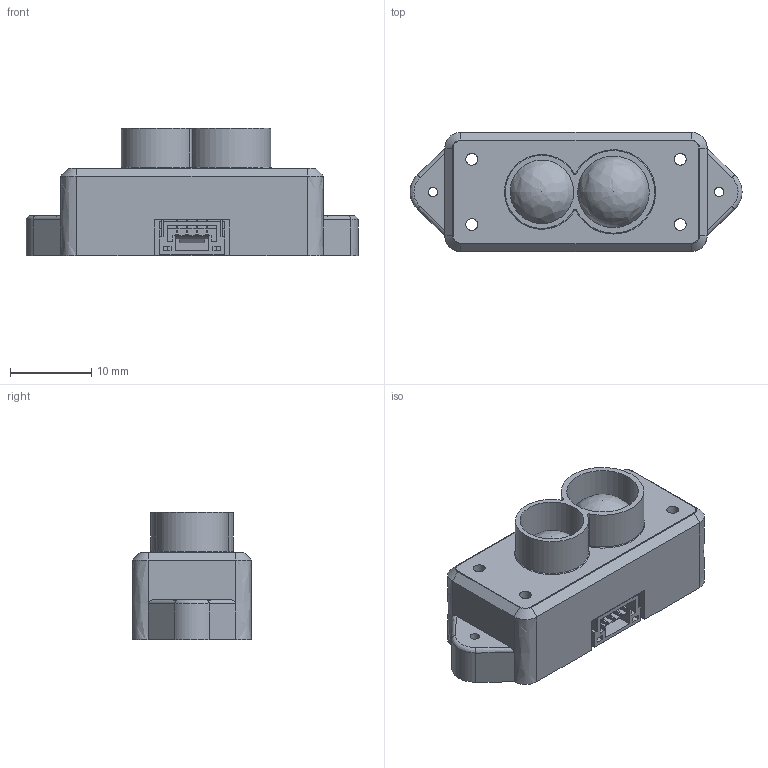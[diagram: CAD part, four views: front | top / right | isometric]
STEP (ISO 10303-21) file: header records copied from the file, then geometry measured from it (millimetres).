
FILE_DESCRIPTION(('FreeCAD Model'),'2;1');
FILE_NAME('Open CASCADE Shape Model','2025-04-27T13:42:26',('FreeCAD'),( 'FreeCAD'),'Open CASCADE STEP processor 7.6','FreeCAD','Unknown');
FILE_SCHEMA(('AUTOMOTIVE_DESIGN { 1 0 10303 214 1 1 1 1 }'));
Length unit declared in the file: millimetre
Products named in the file (1): Open CASCADE STEP translator 7.6 1
Bounding box: 40.96 x 14.71 x 15.69 mm (x, y, z)
Volume: 3405.1 mm3; surface area: 3685.6 mm2
Topology: 10 solids, 10 shells, 285 faces, 774 edges, 504 vertices
Faces by surface type: bspline 285
Entity records: 8372 total; most frequent: CARTESIAN_POINT 3711, ORIENTED_EDGE 1544, EDGE_CURVE 772, B_SPLINE_CURVE_WITH_KNOTS 674, VERTEX_POINT 504, FACE_BOUND 308, EDGE_LOOP 308, ADVANCED_FACE 285
